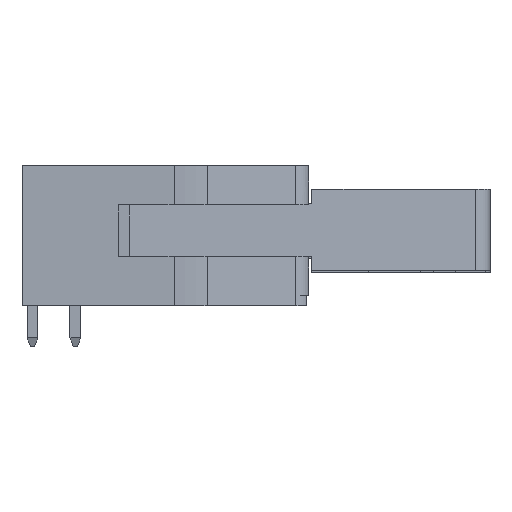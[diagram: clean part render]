
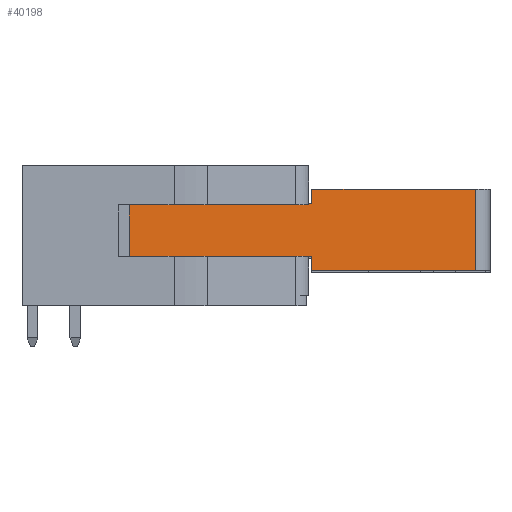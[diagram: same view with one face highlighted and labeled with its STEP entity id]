
A CAD part, front view. The second image highlights one B-rep face of the part: STEP entity #40198.
In plain terms, the highlighted face is planar.
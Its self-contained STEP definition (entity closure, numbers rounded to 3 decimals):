
#121=LINE('',#51514,#4037);
#134=LINE('',#51542,#4050);
#160=LINE('',#51624,#4076);
#180=LINE('',#51669,#4096);
#181=LINE('',#51671,#4097);
#182=LINE('',#51672,#4098);
#183=LINE('',#51674,#4099);
#184=LINE('',#51676,#4100);
#185=LINE('',#51678,#4101);
#186=LINE('',#51680,#4102);
#4037=VECTOR('',#43788,1000.);
#4050=VECTOR('',#43809,1000.);
#4076=VECTOR('',#43891,1000.);
#4096=VECTOR('',#43933,1000.);
#4097=VECTOR('',#43934,1000.);
#4098=VECTOR('',#43935,1000.);
#4099=VECTOR('',#43936,1000.);
#4100=VECTOR('',#43937,1000.);
#4101=VECTOR('',#43938,1000.);
#4102=VECTOR('',#43939,1000.);
#8062=ORIENTED_EDGE('',*,*,#16273,.F.);
#8063=ORIENTED_EDGE('',*,*,#16274,.T.);
#8064=ORIENTED_EDGE('',*,*,#16214,.T.);
#8065=ORIENTED_EDGE('',*,*,#16275,.F.);
#8066=ORIENTED_EDGE('',*,*,#16276,.T.);
#8067=ORIENTED_EDGE('',*,*,#16277,.F.);
#8068=ORIENTED_EDGE('',*,*,#16278,.F.);
#8069=ORIENTED_EDGE('',*,*,#16279,.T.);
#8070=ORIENTED_EDGE('',*,*,#16250,.F.);
#8071=ORIENTED_EDGE('',*,*,#16200,.F.);
#16200=EDGE_CURVE('',#20322,#20323,#121,.T.);
#16214=EDGE_CURVE('',#20334,#20335,#134,.T.);
#16250=EDGE_CURVE('',#20323,#20360,#160,.T.);
#16273=EDGE_CURVE('',#20376,#20322,#180,.T.);
#16274=EDGE_CURVE('',#20376,#20334,#181,.T.);
#16275=EDGE_CURVE('',#20377,#20335,#182,.T.);
#16276=EDGE_CURVE('',#20377,#20378,#183,.T.);
#16277=EDGE_CURVE('',#20379,#20378,#184,.T.);
#16278=EDGE_CURVE('',#20380,#20379,#185,.T.);
#16279=EDGE_CURVE('',#20380,#20360,#186,.T.);
#20322=VERTEX_POINT('',#51513);
#20323=VERTEX_POINT('',#51515);
#20334=VERTEX_POINT('',#51543);
#20335=VERTEX_POINT('',#51544);
#20360=VERTEX_POINT('',#51621);
#20376=VERTEX_POINT('',#51670);
#20377=VERTEX_POINT('',#51673);
#20378=VERTEX_POINT('',#51675);
#20379=VERTEX_POINT('',#51677);
#20380=VERTEX_POINT('',#51679);
#23085=EDGE_LOOP('',(#8062,#8063,#8064,#8065,#8066,#8067,#8068,#8069,#8070,
#8071));
#24909=FACE_BOUND('',#23085,.T.);
#26720=PLANE('',#41917);
#40198=ADVANCED_FACE('',(#24909),#26720,.T.);
#41917=AXIS2_PLACEMENT_3D('',#51668,#43931,#43932);
#43788=DIRECTION('',(-0.118,0.,0.993));
#43809=DIRECTION('',(0.,1.,0.));
#43891=DIRECTION('',(0.,-1.,0.));
#43931=DIRECTION('',(0.993,0.,0.118));
#43932=DIRECTION('',(0.118,0.,-0.993));
#43933=DIRECTION('',(0.,-1.,0.));
#43934=DIRECTION('',(0.118,0.,-0.993));
#43935=DIRECTION('',(0.118,0.,-0.993));
#43936=DIRECTION('',(0.,1.,0.));
#43937=DIRECTION('',(0.118,0.,-0.993));
#43938=DIRECTION('',(0.,1.,0.));
#43939=DIRECTION('',(0.118,0.,-0.993));
#51513=CARTESIAN_POINT('',(45.945,-1.925,11.949));
#51514=CARTESIAN_POINT('',(45.918,-1.925,12.178));
#51515=CARTESIAN_POINT('',(45.918,-1.925,12.178));
#51542=CARTESIAN_POINT('',(47.2,-2.755,1.365));
#51543=CARTESIAN_POINT('',(47.2,-1.825,1.365));
#51544=CARTESIAN_POINT('',(47.2,1.215,1.365));
#51621=CARTESIAN_POINT('',(45.918,-2.755,12.178));
#51624=CARTESIAN_POINT('',(45.918,-1.925,12.178));
#51668=CARTESIAN_POINT('',(44.55,-2.755,23.714));
#51669=CARTESIAN_POINT('',(45.945,-4.15,11.949));
#51670=CARTESIAN_POINT('',(45.945,-1.825,11.949));
#51671=CARTESIAN_POINT('',(44.55,-1.825,23.714));
#51672=CARTESIAN_POINT('',(45.918,1.215,12.178));
#51673=CARTESIAN_POINT('',(45.918,1.215,12.178));
#51674=CARTESIAN_POINT('',(45.918,1.215,12.178));
#51675=CARTESIAN_POINT('',(45.918,2.045,12.178));
#51676=CARTESIAN_POINT('',(44.55,2.045,23.714));
#51677=CARTESIAN_POINT('',(44.772,2.045,21.843));
#51678=CARTESIAN_POINT('',(44.772,-2.755,21.843));
#51679=CARTESIAN_POINT('',(44.772,-2.755,21.843));
#51680=CARTESIAN_POINT('',(44.55,-2.755,23.714));
